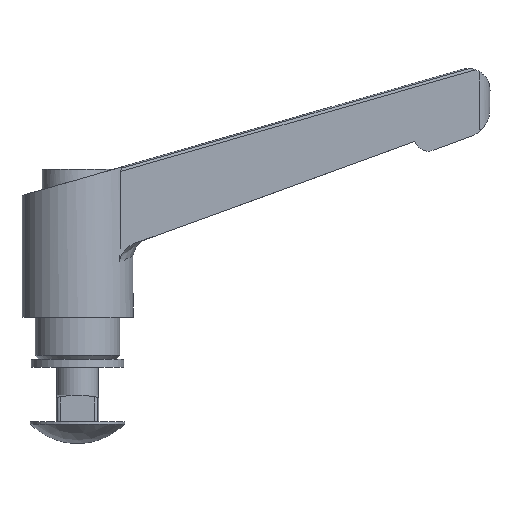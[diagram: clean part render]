
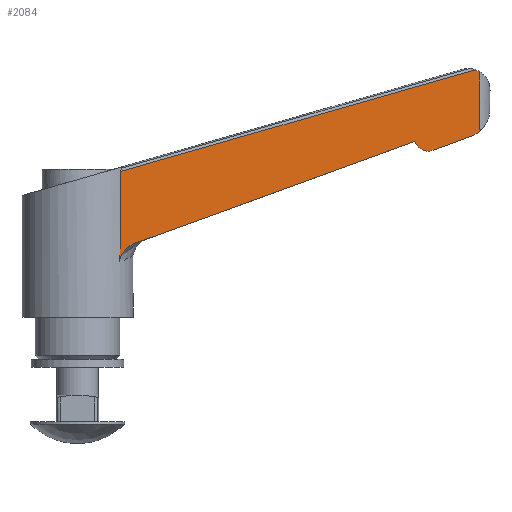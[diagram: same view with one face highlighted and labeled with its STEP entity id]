
A CAD part, front view. The second image highlights one B-rep face of the part: STEP entity #2084.
In plain terms, the highlighted planar face has unit normal (0.034, -0.999, 0.01).
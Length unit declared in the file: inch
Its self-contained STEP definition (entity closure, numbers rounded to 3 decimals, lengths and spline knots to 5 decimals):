
#1131=CARTESIAN_POINT('',(2.56582,-0.18359,1.61973));
#1132=VERTEX_POINT('',#1131);
#1148=CARTESIAN_POINT('',(2.6486,-0.18084,1.61612));
#1149=VERTEX_POINT('',#1148);
#1156=CARTESIAN_POINT('',(2.61157,-0.18111,1.71786));
#1157=DIRECTION('',(0.034,-0.999,0.01));
#1158=DIRECTION('',(-0.961,-0.035,-0.275));
#1159=AXIS2_PLACEMENT_3D('',#1156,#1157,#1158);
#1160=ELLIPSE('',#1159,0.10833,0.10827);
#1161=EDGE_CURVE('',#1149,#1132,#1160,.F.);
#1238=CARTESIAN_POINT('',(2.96236,-0.16454,2.2152));
#1239=VERTEX_POINT('',#1238);
#1247=CARTESIAN_POINT('',(2.99622,-0.16357,2.19865));
#1248=VERTEX_POINT('',#1247);
#1249=CARTESIAN_POINT('',(2.90846,-0.16783,2.062));
#1250=DIRECTION('',(0.034,-0.999,0.01));
#1251=DIRECTION('',(0.961,0.035,0.275));
#1252=AXIS2_PLACEMENT_3D('',#1249,#1250,#1251);
#1253=ELLIPSE('',#1252,0.1625,0.1624);
#1254=EDGE_CURVE('',#1239,#1248,#1253,.F.);
#1325=CARTESIAN_POINT('',(2.99113,-0.16785,1.77188));
#1326=VERTEX_POINT('',#1325);
#1327=CARTESIAN_POINT('',(2.99113,-0.16785,1.77188));
#1328=CARTESIAN_POINT('',(2.99371,-0.16574,1.98109));
#1329=CARTESIAN_POINT('',(2.99622,-0.16357,2.19865));
#1337=(BOUNDED_CURVE()B_SPLINE_CURVE(2,(#1327,#1328,#1329),.UNSPECIFIED.,.F.,.U.)B_SPLINE_CURVE_WITH_KNOTS((3,3),(0.0,0.42731),.UNSPECIFIED.)CURVE()GEOMETRIC_REPRESENTATION_ITEM()RATIONAL_B_SPLINE_CURVE((1.0,1.,1.))REPRESENTATION_ITEM(''));
#1338=EDGE_CURVE('',#1326,#1248,#1337,.T.);
#1586=CARTESIAN_POINT('',(0.32098,-0.2605,1.45779));
#1587=VERTEX_POINT('',#1586);
#1599=CARTESIAN_POINT('',(0.32098,-0.2605,1.45779));
#1600=DIRECTION('',(0.961,0.035,0.275));
#1601=VECTOR('',#1600,2.74951);
#1602=LINE('',#1599,#1601);
#1603=EDGE_CURVE('',#1587,#1239,#1602,.T.);
#1975=CARTESIAN_POINT('',(2.8617,-0.1679,2.21754));
#1976=DIRECTION('',(0.034,-0.999,0.01));
#1977=DIRECTION('',(0.,-0.01,-1.));
#1978=AXIS2_PLACEMENT_3D('',#1975,#1976,#1977);
#1979=PLANE('',#1978);
#1980=ORIENTED_EDGE('',*,*,#1603,.F.);
#1981=CARTESIAN_POINT('',(0.31953,-0.26228,1.27843));
#1982=VERTEX_POINT('',#1981);
#1983=CARTESIAN_POINT('',(0.32098,-0.2605,1.45779));
#1984=CARTESIAN_POINT('',(0.32026,-0.26139,1.36789));
#1985=CARTESIAN_POINT('',(0.31953,-0.26228,1.27843));
#1993=(BOUNDED_CURVE()B_SPLINE_CURVE(2,(#1983,#1984,#1985),.UNSPECIFIED.,.F.,.U.)B_SPLINE_CURVE_WITH_KNOTS((3,3),(0.05757,0.23709),.UNSPECIFIED.)CURVE()GEOMETRIC_REPRESENTATION_ITEM()RATIONAL_B_SPLINE_CURVE((1.,1.,1.0))REPRESENTATION_ITEM(''));
#1994=EDGE_CURVE('',#1587,#1982,#1993,.T.);
#1995=ORIENTED_EDGE('',*,*,#1994,.T.);
#1996=CARTESIAN_POINT('',(0.31627,-0.2662,0.88243));
#1997=VERTEX_POINT('',#1996);
#1998=CARTESIAN_POINT('',(0.31953,-0.26228,1.27843));
#1999=CARTESIAN_POINT('',(0.31791,-0.26425,1.07934));
#2000=CARTESIAN_POINT('',(0.31627,-0.2662,0.88243));
#2008=(BOUNDED_CURVE()B_SPLINE_CURVE(2,(#1998,#1999,#2000),.UNSPECIFIED.,.F.,.U.)B_SPLINE_CURVE_WITH_KNOTS((3,3),(0.0,0.39479),.UNSPECIFIED.)CURVE()GEOMETRIC_REPRESENTATION_ITEM()RATIONAL_B_SPLINE_CURVE((1.0,1.,1.))REPRESENTATION_ITEM(''));
#2009=EDGE_CURVE('',#1982,#1997,#2008,.T.);
#2010=ORIENTED_EDGE('',*,*,#2009,.T.);
#2011=CARTESIAN_POINT('',(0.31545,-0.26717,0.78383));
#2012=VERTEX_POINT('',#2011);
#2013=CARTESIAN_POINT('',(0.31545,-0.26717,0.78383));
#2014=CARTESIAN_POINT('',(0.31586,-0.26669,0.83306));
#2015=CARTESIAN_POINT('',(0.31627,-0.2662,0.88243));
#2023=(BOUNDED_CURVE()B_SPLINE_CURVE(2,(#2013,#2014,#2015),.UNSPECIFIED.,.F.,.U.)B_SPLINE_CURVE_WITH_KNOTS((3,3),(0.41807,0.51791),.UNSPECIFIED.)CURVE()GEOMETRIC_REPRESENTATION_ITEM()RATIONAL_B_SPLINE_CURVE((1.,1.,1.))REPRESENTATION_ITEM(''));
#2024=EDGE_CURVE('',#2012,#1997,#2023,.T.);
#2025=ORIENTED_EDGE('',*,*,#2024,.F.);
#2026=CARTESIAN_POINT('',(0.42754,-0.26207,0.92293));
#2027=VERTEX_POINT('',#2026);
#2028=CARTESIAN_POINT('',(0.42754,-0.26207,0.92293));
#2029=CARTESIAN_POINT('',(0.40554,-0.26289,0.91493));
#2030=CARTESIAN_POINT('',(0.38507,-0.26369,0.9025));
#2031=CARTESIAN_POINT('',(0.35247,-0.26507,0.87318));
#2032=CARTESIAN_POINT('',(0.33936,-0.26567,0.85682));
#2033=CARTESIAN_POINT('',(0.3255,-0.26639,0.83003));
#2034=CARTESIAN_POINT('',(0.32184,-0.2666,0.82087));
#2035=CARTESIAN_POINT('',(0.3169,-0.26695,0.80241));
#2036=CARTESIAN_POINT('',(0.31552,-0.26708,0.79315));
#2037=CARTESIAN_POINT('',(0.31545,-0.26717,0.78383));
#2038=B_SPLINE_CURVE_WITH_KNOTS('',3,(#2028,#2029,#2030,#2031,#2032,#2033,#2034,#2035,#2036,#2037),.UNSPECIFIED.,.F.,.U.,(4,2,2,2,4),(0.0,0.07028,0.13177,0.16134,0.18949),.UNSPECIFIED.);
#2039=EDGE_CURVE('',#2027,#2012,#2038,.T.);
#2040=ORIENTED_EDGE('',*,*,#2039,.F.);
#2041=CARTESIAN_POINT('',(2.50984,-0.18488,1.68083));
#2042=VERTEX_POINT('',#2041);
#2043=CARTESIAN_POINT('',(0.42754,-0.26207,0.92293));
#2044=DIRECTION('',(0.939,0.035,0.342));
#2045=VECTOR('',#2044,2.21728);
#2046=LINE('',#2043,#2045);
#2047=EDGE_CURVE('',#2042,#2027,#2046,.F.);
#2048=ORIENTED_EDGE('',*,*,#2047,.F.);
#2049=CARTESIAN_POINT('',(2.61157,-0.18111,1.71786));
#2050=DIRECTION('',(0.034,-0.999,0.01));
#2051=DIRECTION('',(-0.961,-0.035,-0.275));
#2052=AXIS2_PLACEMENT_3D('',#2049,#2050,#2051);
#2053=ELLIPSE('',#2052,0.10833,0.10827);
#2054=EDGE_CURVE('',#1132,#2042,#2053,.F.);
#2055=ORIENTED_EDGE('',*,*,#2054,.F.);
#2056=ORIENTED_EDGE('',*,*,#1161,.F.);
#2057=CARTESIAN_POINT('',(2.92838,-0.17047,1.71795));
#2058=VERTEX_POINT('',#2057);
#2059=CARTESIAN_POINT('',(2.6486,-0.18084,1.61612));
#2060=DIRECTION('',(0.939,0.035,0.342));
#2061=VECTOR('',#2060,0.29792);
#2062=LINE('',#2059,#2061);
#2063=EDGE_CURVE('',#2058,#1149,#2062,.F.);
#2064=ORIENTED_EDGE('',*,*,#2063,.F.);
#2065=CARTESIAN_POINT('',(3.01092,-0.16718,1.77188));
#2066=VERTEX_POINT('',#2065);
#2067=CARTESIAN_POINT('',(2.85433,-0.171,1.92143));
#2068=DIRECTION('',(0.034,-0.999,0.01));
#2069=DIRECTION('',(0.961,0.035,0.275));
#2070=AXIS2_PLACEMENT_3D('',#2067,#2068,#2069);
#2071=ELLIPSE('',#2070,0.21667,0.21653);
#2072=EDGE_CURVE('',#2066,#2058,#2071,.F.);
#2073=ORIENTED_EDGE('',*,*,#2072,.F.);
#2074=CARTESIAN_POINT('',(3.01092,-0.16718,1.77188));
#2075=DIRECTION('',(-0.999,-0.034,0.0));
#2076=VECTOR('',#2075,0.01981);
#2077=LINE('',#2074,#2076);
#2078=EDGE_CURVE('',#2066,#1326,#2077,.T.);
#2079=ORIENTED_EDGE('',*,*,#2078,.T.);
#2080=ORIENTED_EDGE('',*,*,#1338,.T.);
#2081=ORIENTED_EDGE('',*,*,#1254,.F.);
#2082=EDGE_LOOP('',(#1980,#1995,#2010,#2025,#2040,#2048,#2055,#2056,#2064,#2073,#2079,#2080,#2081));
#2083=FACE_OUTER_BOUND('',#2082,.T.);
#2084=ADVANCED_FACE('',(#2083),#1979,.T.);
